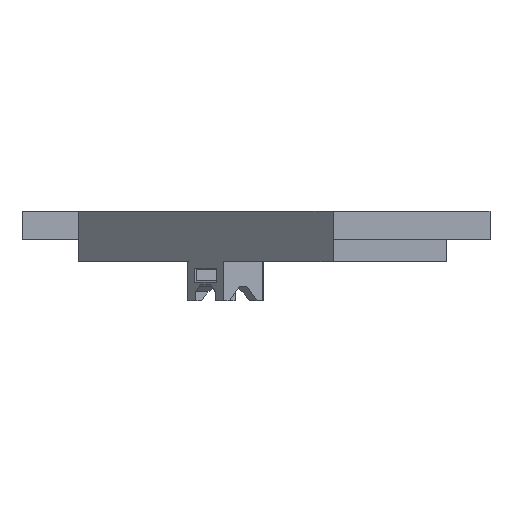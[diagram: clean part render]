
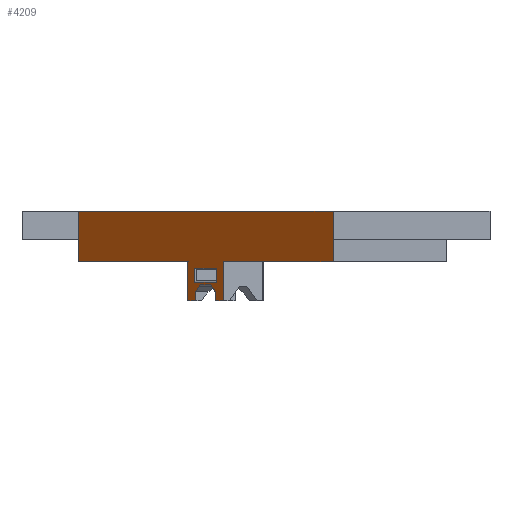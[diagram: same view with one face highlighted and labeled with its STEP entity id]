
A CAD part, front view. The second image highlights one B-rep face of the part: STEP entity #4209.
In plain terms, the highlighted planar face has unit normal (-0.707, -0.707, 0).
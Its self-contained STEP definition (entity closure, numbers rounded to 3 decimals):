
#3959=CARTESIAN_POINT('',(213.784,268.658,461.05));
#3960=VERTEX_POINT('',#3959);
#3967=CARTESIAN_POINT('',(194.236,288.196,461.05));
#3968=VERTEX_POINT('',#3967);
#3969=CARTESIAN_POINT('',(213.784,268.658,461.05));
#3970=DIRECTION('',(-0.707,0.707,0.));
#3971=VECTOR('',#3970,27.638);
#3972=LINE('',#3969,#3971);
#3973=EDGE_CURVE('',#3960,#3968,#3972,.T.);
#4041=CARTESIAN_POINT('',(239.706,242.748,461.05));
#4042=VERTEX_POINT('',#4041);
#4049=CARTESIAN_POINT('',(220.15,262.295,461.05));
#4050=VERTEX_POINT('',#4049);
#4051=CARTESIAN_POINT('',(239.706,242.748,461.05));
#4052=DIRECTION('',(-0.707,0.707,0.));
#4053=VECTOR('',#4052,27.649);
#4054=LINE('',#4051,#4053);
#4055=EDGE_CURVE('',#4042,#4050,#4054,.T.);
#4066=CARTESIAN_POINT('',(194.236,288.196,465.05));
#4067=DIRECTION('',(-0.707,-0.707,-0.));
#4068=DIRECTION('',(-0.707,0.707,0.));
#4069=AXIS2_PLACEMENT_3D('',#4066,#4067,#4068);
#4070=PLANE('',#4069);
#4071=CARTESIAN_POINT('',(239.706,242.748,470.05));
#4072=VERTEX_POINT('',#4071);
#4073=CARTESIAN_POINT('',(239.706,242.748,470.05));
#4074=DIRECTION('',(-0.,0.,-1.));
#4075=VECTOR('',#4074,9.);
#4076=LINE('',#4073,#4075);
#4077=EDGE_CURVE('',#4072,#4042,#4076,.T.);
#4078=ORIENTED_EDGE('',*,*,#4077,.F.);
#4079=CARTESIAN_POINT('',(194.236,288.196,470.05));
#4080=VERTEX_POINT('',#4079);
#4081=CARTESIAN_POINT('',(194.236,288.196,470.05));
#4082=DIRECTION('',(0.707,-0.707,-0.));
#4083=VECTOR('',#4082,64.289);
#4084=LINE('',#4081,#4083);
#4085=EDGE_CURVE('',#4080,#4072,#4084,.T.);
#4086=ORIENTED_EDGE('',*,*,#4085,.F.);
#4087=CARTESIAN_POINT('',(194.236,288.196,465.05));
#4088=VERTEX_POINT('',#4087);
#4089=CARTESIAN_POINT('',(194.236,288.196,470.05));
#4090=DIRECTION('',(-0.,0.,-1.));
#4091=VECTOR('',#4090,5.);
#4092=LINE('',#4089,#4091);
#4093=EDGE_CURVE('',#4080,#4088,#4092,.T.);
#4094=ORIENTED_EDGE('',*,*,#4093,.T.);
#4095=CARTESIAN_POINT('',(194.236,288.196,465.05));
#4096=DIRECTION('',(-0.,0.,-1.));
#4097=VECTOR('',#4096,4.);
#4098=LINE('',#4095,#4097);
#4099=EDGE_CURVE('',#4088,#3968,#4098,.T.);
#4100=ORIENTED_EDGE('',*,*,#4099,.T.);
#4101=ORIENTED_EDGE('',*,*,#3973,.F.);
#4102=CARTESIAN_POINT('',(213.784,268.658,454.05));
#4103=VERTEX_POINT('',#4102);
#4104=CARTESIAN_POINT('',(213.784,268.658,454.05));
#4105=DIRECTION('',(0.,0.,1.));
#4106=VECTOR('',#4105,7.);
#4107=LINE('',#4104,#4106);
#4108=EDGE_CURVE('',#4103,#3960,#4107,.T.);
#4109=ORIENTED_EDGE('',*,*,#4108,.F.);
#4110=CARTESIAN_POINT('',(215.199,267.244,454.05));
#4111=VERTEX_POINT('',#4110);
#4112=CARTESIAN_POINT('',(213.784,268.658,454.05));
#4113=DIRECTION('',(0.707,-0.707,0.));
#4114=VECTOR('',#4113,2.001);
#4115=LINE('',#4112,#4114);
#4116=EDGE_CURVE('',#4103,#4111,#4115,.T.);
#4117=ORIENTED_EDGE('',*,*,#4116,.T.);
#4118=CARTESIAN_POINT('',(215.199,267.244,455.657));
#4119=VERTEX_POINT('',#4118);
#4120=CARTESIAN_POINT('',(215.199,267.244,455.657));
#4121=DIRECTION('',(-0.,0.,-1.));
#4122=VECTOR('',#4121,1.607);
#4123=LINE('',#4120,#4122);
#4124=EDGE_CURVE('',#4119,#4111,#4123,.T.);
#4125=ORIENTED_EDGE('',*,*,#4124,.F.);
#4126=CARTESIAN_POINT('',(216.083,266.36,456.907));
#4127=VERTEX_POINT('',#4126);
#4128=CARTESIAN_POINT('',(216.083,266.36,456.907));
#4129=DIRECTION('',(-0.5,0.5,-0.707));
#4130=VECTOR('',#4129,1.768);
#4131=LINE('',#4128,#4130);
#4132=EDGE_CURVE('',#4127,#4119,#4131,.T.);
#4133=ORIENTED_EDGE('',*,*,#4132,.F.);
#4134=CARTESIAN_POINT('',(217.851,264.593,456.907));
#4135=VERTEX_POINT('',#4134);
#4136=CARTESIAN_POINT('',(217.851,264.593,456.907));
#4137=DIRECTION('',(-0.707,0.707,0.));
#4138=VECTOR('',#4137,2.5);
#4139=LINE('',#4136,#4138);
#4140=EDGE_CURVE('',#4135,#4127,#4139,.T.);
#4141=ORIENTED_EDGE('',*,*,#4140,.F.);
#4142=CARTESIAN_POINT('',(218.735,263.709,455.657));
#4143=VERTEX_POINT('',#4142);
#4144=CARTESIAN_POINT('',(218.735,263.709,455.657));
#4145=DIRECTION('',(-0.5,0.5,0.707));
#4146=VECTOR('',#4145,1.768);
#4147=LINE('',#4144,#4146);
#4148=EDGE_CURVE('',#4143,#4135,#4147,.T.);
#4149=ORIENTED_EDGE('',*,*,#4148,.F.);
#4150=CARTESIAN_POINT('',(218.735,263.709,454.05));
#4151=VERTEX_POINT('',#4150);
#4152=CARTESIAN_POINT('',(218.735,263.709,454.05));
#4153=DIRECTION('',(0.,-0.,1.));
#4154=VECTOR('',#4153,1.607);
#4155=LINE('',#4152,#4154);
#4156=EDGE_CURVE('',#4151,#4143,#4155,.T.);
#4157=ORIENTED_EDGE('',*,*,#4156,.F.);
#4158=CARTESIAN_POINT('',(220.15,262.295,454.05));
#4159=VERTEX_POINT('',#4158);
#4160=CARTESIAN_POINT('',(218.735,263.709,454.05));
#4161=DIRECTION('',(0.707,-0.707,0.));
#4162=VECTOR('',#4161,2.001);
#4163=LINE('',#4160,#4162);
#4164=EDGE_CURVE('',#4151,#4159,#4163,.T.);
#4165=ORIENTED_EDGE('',*,*,#4164,.T.);
#4166=CARTESIAN_POINT('',(220.15,262.295,454.05));
#4167=DIRECTION('',(0.,0.,1.));
#4168=VECTOR('',#4167,7.);
#4169=LINE('',#4166,#4168);
#4170=EDGE_CURVE('',#4159,#4050,#4169,.T.);
#4171=ORIENTED_EDGE('',*,*,#4170,.T.);
#4172=ORIENTED_EDGE('',*,*,#4055,.F.);
#4173=EDGE_LOOP('',(#4078,#4086,#4094,#4100,#4101,#4109,#4117,#4125,#4133,#4141,#4149,#4157,#4165,#4171,#4172));
#4174=FACE_BOUND('',#4173,.T.);
#4175=CARTESIAN_POINT('',(218.913,263.531,459.907));
#4176=VERTEX_POINT('',#4175);
#4177=CARTESIAN_POINT('',(215.022,267.421,459.907));
#4178=VERTEX_POINT('',#4177);
#4179=CARTESIAN_POINT('',(218.913,263.531,459.907));
#4180=DIRECTION('',(-0.707,0.707,0.));
#4181=VECTOR('',#4180,5.501);
#4182=LINE('',#4179,#4181);
#4183=EDGE_CURVE('',#4176,#4178,#4182,.T.);
#4184=ORIENTED_EDGE('',*,*,#4183,.F.);
#4185=CARTESIAN_POINT('',(218.913,263.532,457.407));
#4186=VERTEX_POINT('',#4185);
#4187=CARTESIAN_POINT('',(218.913,263.532,457.407));
#4188=DIRECTION('',(0.,0.,1.));
#4189=VECTOR('',#4188,2.5);
#4190=LINE('',#4187,#4189);
#4191=EDGE_CURVE('',#4186,#4176,#4190,.T.);
#4192=ORIENTED_EDGE('',*,*,#4191,.F.);
#4193=CARTESIAN_POINT('',(215.022,267.421,457.407));
#4194=VERTEX_POINT('',#4193);
#4195=CARTESIAN_POINT('',(215.022,267.421,457.407));
#4196=DIRECTION('',(0.707,-0.707,0.));
#4197=VECTOR('',#4196,5.501);
#4198=LINE('',#4195,#4197);
#4199=EDGE_CURVE('',#4194,#4186,#4198,.T.);
#4200=ORIENTED_EDGE('',*,*,#4199,.F.);
#4201=CARTESIAN_POINT('',(215.022,267.421,459.907));
#4202=DIRECTION('',(0.,0.,-1.));
#4203=VECTOR('',#4202,2.5);
#4204=LINE('',#4201,#4203);
#4205=EDGE_CURVE('',#4178,#4194,#4204,.T.);
#4206=ORIENTED_EDGE('',*,*,#4205,.F.);
#4207=EDGE_LOOP('',(#4184,#4192,#4200,#4206));
#4208=FACE_BOUND('',#4207,.T.);
#4209=ADVANCED_FACE('',(#4174,#4208),#4070,.T.);
